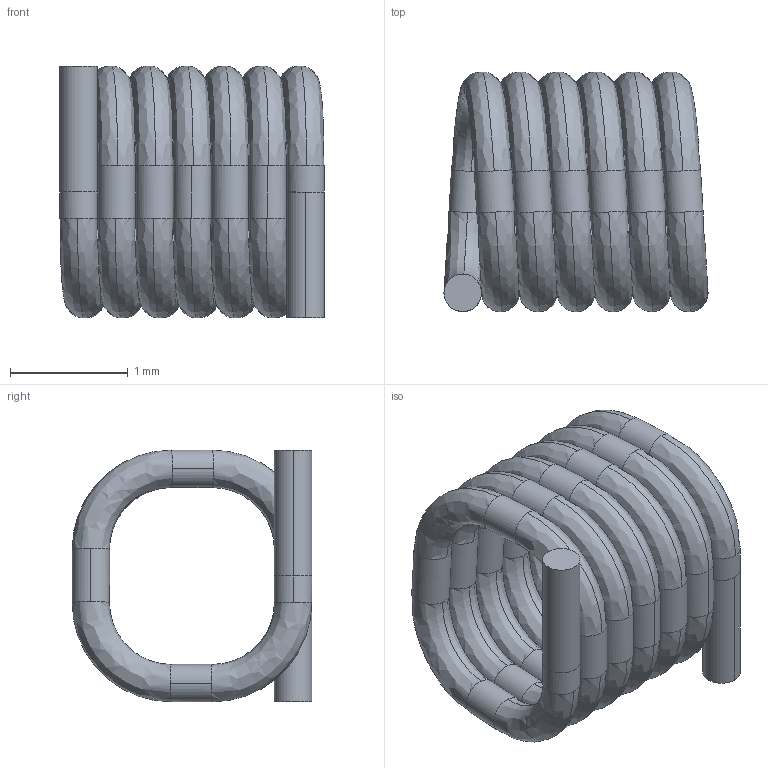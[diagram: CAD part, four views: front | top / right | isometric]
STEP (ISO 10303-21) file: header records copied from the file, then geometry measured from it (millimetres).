
FILE_DESCRIPTION (( 'STEP AP214' ), '1' );
FILE_NAME ('B05A4DEE-D817-47BD-850A-0E00422F99F7.STEP', '2022-07-19T19:55:08', ( '' ), ( '' ), 'SwSTEP 2.0', 'SolidWorks 2022', '' );
FILE_SCHEMA (( 'AUTOMOTIVE_DESIGN' ));
Length unit declared in the file: inch
Products named in the file (1): B05A4DEE-D817-47BD-850A-0E00422F99F7
Bounding box: 2.24 x 2.03 x 2.13 mm (x, y, z)
Volume: 3 mm3; surface area: 37.9 mm2
Topology: 3 solids, 3 shells, 108 faces, 306 edges, 204 vertices
Faces by surface type: cylinder 54, bspline 48, plane 6
Entity records: 4350 total; most frequent: CARTESIAN_POINT 1339, DIRECTION 680, ORIENTED_EDGE 612, AXIS2_PLACEMENT_3D 313, EDGE_CURVE 306, CIRCLE 252, VERTEX_POINT 204, FACE_OUTER_BOUND 108
